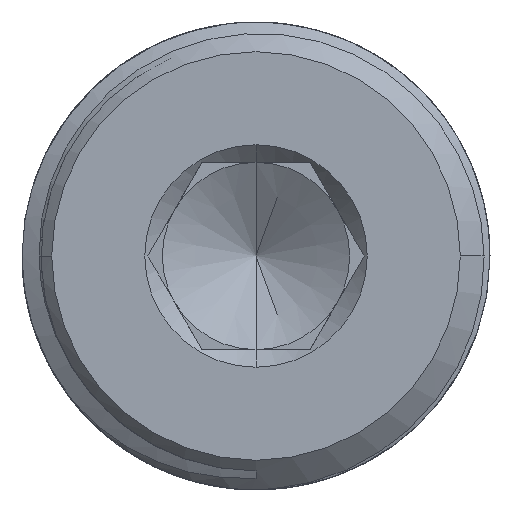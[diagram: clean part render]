
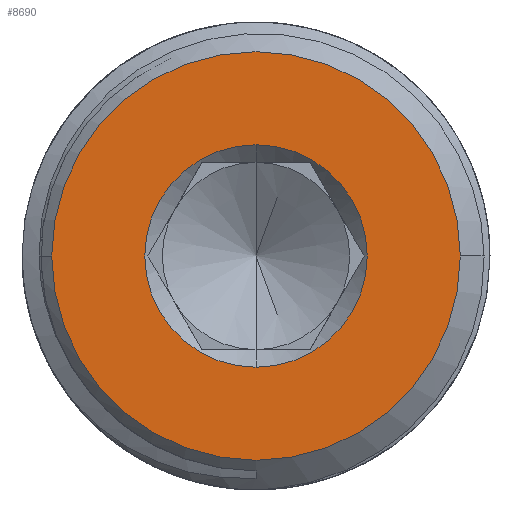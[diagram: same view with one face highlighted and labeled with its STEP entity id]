
A CAD part, left-side view. The second image highlights one B-rep face of the part: STEP entity #8690.
In plain terms, the highlighted planar face has unit normal (-1, 0, 0).
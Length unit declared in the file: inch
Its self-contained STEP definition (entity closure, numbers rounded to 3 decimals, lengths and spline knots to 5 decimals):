
#49 = AXIS2_PLACEMENT_3D ( 'NONE', #8156, #10327, #10539 ) ;
#137 = EDGE_CURVE ( 'NONE', #4630, #8864, #6474, .T. ) ;
#916 = CARTESIAN_POINT ( 'NONE',  ( 0., 0., -0.18701 ) ) ;
#950 = VERTEX_POINT ( 'NONE', #916 ) ;
#1977 = AXIS2_PLACEMENT_3D ( 'NONE', #6464, #7773, #8709 ) ;
#2008 = FACE_OUTER_BOUND ( 'NONE', #2433, .T. ) ;
#2143 = PLANE ( 'NONE',  #1977 ) ;
#2415 = DIRECTION ( 'NONE',  ( -1., 0., 0. ) ) ;
#2433 = EDGE_LOOP ( 'NONE', ( #5541, #10260 ) ) ;
#3283 = AXIS2_PLACEMENT_3D ( 'NONE', #5427, #6506, #9828 ) ;
#3567 = EDGE_CURVE ( 'NONE', #950, #6699, #6267, .T. ) ;
#3643 = CARTESIAN_POINT ( 'NONE',  ( 0., -0.3435, 0. ) ) ;
#4630 = VERTEX_POINT ( 'NONE', #5906 ) ;
#5202 = CIRCLE ( 'NONE', #8193, 0.3435 ) ;
#5427 = CARTESIAN_POINT ( 'NONE',  ( 0., 0., 0. ) ) ;
#5541 = ORIENTED_EDGE ( 'NONE', *, *, #137, .T. ) ;
#5599 = DIRECTION ( 'NONE',  ( 0., -1., 0. ) ) ;
#5906 = CARTESIAN_POINT ( 'NONE',  ( 0., 0.3435, 0. ) ) ;
#6267 = CIRCLE ( 'NONE', #49, 0.18701 ) ;
#6464 = CARTESIAN_POINT ( 'NONE',  ( 0., 0., 0. ) ) ;
#6474 = CIRCLE ( 'NONE', #12007, 0.3435 ) ;
#6506 = DIRECTION ( 'NONE',  ( -1., 0., 0. ) ) ;
#6682 = CARTESIAN_POINT ( 'NONE',  ( 0., 0., 0. ) ) ;
#6699 = VERTEX_POINT ( 'NONE', #8637 ) ;
#7773 = DIRECTION ( 'NONE',  ( -1., 0., 0. ) ) ;
#8156 = CARTESIAN_POINT ( 'NONE',  ( 0., 0., 0. ) ) ;
#8193 = AXIS2_PLACEMENT_3D ( 'NONE', #6682, #13385, #5599 ) ;
#8581 = ORIENTED_EDGE ( 'NONE', *, *, #12733, .F. ) ;
#8637 = CARTESIAN_POINT ( 'NONE',  ( 0., 0., 0.18701 ) ) ;
#8690 = ADVANCED_FACE ( 'NONE', ( #2008, #14259 ), #2143, .T. ) ;
#8709 = DIRECTION ( 'NONE',  ( 0., -1., 0. ) ) ;
#8853 = EDGE_CURVE ( 'NONE', #8864, #4630, #5202, .T. ) ;
#8864 = VERTEX_POINT ( 'NONE', #3643 ) ;
#9076 = ORIENTED_EDGE ( 'NONE', *, *, #3567, .F. ) ;
#9828 = DIRECTION ( 'NONE',  ( 0., 0., 1. ) ) ;
#10260 = ORIENTED_EDGE ( 'NONE', *, *, #8853, .T. ) ;
#10327 = DIRECTION ( 'NONE',  ( -1., 0., 0. ) ) ;
#10539 = DIRECTION ( 'NONE',  ( 0., 0., 1. ) ) ;
#10922 = EDGE_LOOP ( 'NONE', ( #8581, #9076 ) ) ;
#11116 = CIRCLE ( 'NONE', #3283, 0.18701 ) ;
#12007 = AXIS2_PLACEMENT_3D ( 'NONE', #12301, #2415, #13376 ) ;
#12301 = CARTESIAN_POINT ( 'NONE',  ( 0., 0., 0. ) ) ;
#12733 = EDGE_CURVE ( 'NONE', #6699, #950, #11116, .T. ) ;
#13376 = DIRECTION ( 'NONE',  ( 0., -1., 0. ) ) ;
#13385 = DIRECTION ( 'NONE',  ( -1., 0., 0. ) ) ;
#14259 = FACE_BOUND ( 'NONE', #10922, .T. ) ;
